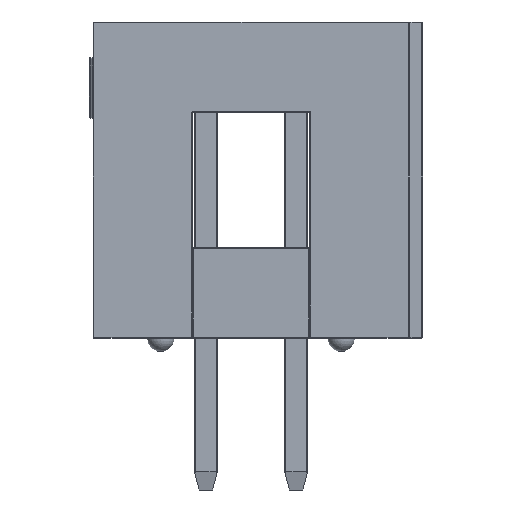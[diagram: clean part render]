
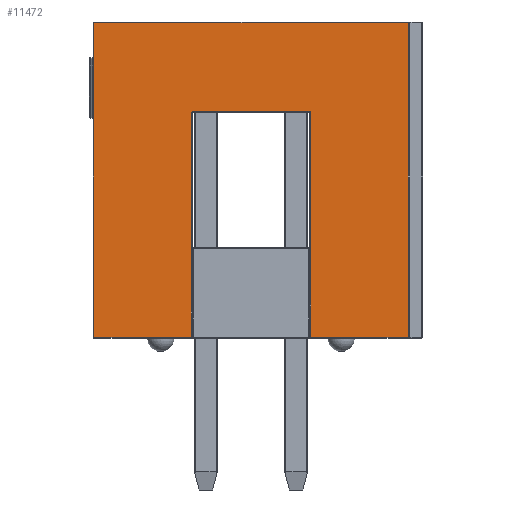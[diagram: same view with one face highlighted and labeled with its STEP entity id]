
A CAD part, left-side view. The second image highlights one B-rep face of the part: STEP entity #11472.
In plain terms, the highlighted planar face has unit normal (-1, 0, 0).
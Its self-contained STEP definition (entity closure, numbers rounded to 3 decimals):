
#830=CIRCLE('',#12269,0.051);
#972=PLANE('',#12431);
#1532=FACE_OUTER_BOUND('',#2225,.T.);
#2225=EDGE_LOOP('',(#9124,#9125,#9126,#9127,#9128,#9129,#9130,#9131,#9132));
#2787=LINE('',#16787,#4004);
#2804=LINE('',#17013,#4021);
#2808=LINE('',#17037,#4025);
#2839=LINE('',#17189,#4056);
#2841=LINE('',#17192,#4058);
#2846=LINE('',#17200,#4063);
#2849=LINE('',#17204,#4066);
#2901=LINE('',#17282,#4118);
#4004=VECTOR('',#13470,10.);
#4021=VECTOR('',#13619,10.);
#4025=VECTOR('',#13647,10.);
#4056=VECTOR('',#13828,10.);
#4058=VECTOR('',#13832,10.);
#4063=VECTOR('',#13843,10.);
#4066=VECTOR('',#13848,10.);
#4118=VECTOR('',#13952,10.);
#5305=VERTEX_POINT('',#16427);
#5342=VERTEX_POINT('',#16644);
#5361=VERTEX_POINT('',#16786);
#5406=VERTEX_POINT('',#17006);
#5415=VERTEX_POINT('',#17031);
#5416=VERTEX_POINT('',#17033);
#5441=VERTEX_POINT('',#17105);
#5442=VERTEX_POINT('',#17109);
#5455=VERTEX_POINT('',#17153);
#6474=EDGE_CURVE('',#5305,#5361,#2787,.T.);
#6539=EDGE_CURVE('',#5406,#5342,#2804,.T.);
#6549=EDGE_CURVE('',#5415,#5416,#830,.T.);
#6551=EDGE_CURVE('',#5361,#5415,#2808,.T.);
#6628=EDGE_CURVE('',#5442,#5455,#2839,.T.);
#6630=EDGE_CURVE('',#5455,#5441,#2841,.T.);
#6635=EDGE_CURVE('',#5416,#5442,#2846,.T.);
#6638=EDGE_CURVE('',#5441,#5406,#2849,.T.);
#6690=EDGE_CURVE('',#5342,#5305,#2901,.T.);
#9124=ORIENTED_EDGE('',*,*,#6628,.F.);
#9125=ORIENTED_EDGE('',*,*,#6635,.F.);
#9126=ORIENTED_EDGE('',*,*,#6549,.F.);
#9127=ORIENTED_EDGE('',*,*,#6551,.F.);
#9128=ORIENTED_EDGE('',*,*,#6474,.F.);
#9129=ORIENTED_EDGE('',*,*,#6690,.F.);
#9130=ORIENTED_EDGE('',*,*,#6539,.F.);
#9131=ORIENTED_EDGE('',*,*,#6638,.F.);
#9132=ORIENTED_EDGE('',*,*,#6630,.F.);
#11472=ADVANCED_FACE('',(#1532),#972,.T.);
#12269=AXIS2_PLACEMENT_3D('',#17034,#13641,#13642);
#12431=AXIS2_PLACEMENT_3D('',#17872,#14353,#14354);
#13470=DIRECTION('',(0.,0.,1.));
#13619=DIRECTION('',(0.,0.,-1.));
#13641=DIRECTION('center_axis',(-1.,0.,0.));
#13642=DIRECTION('ref_axis',(0.,0.707,0.707));
#13647=DIRECTION('',(0.,1.,0.));
#13828=DIRECTION('',(0.,1.,0.));
#13832=DIRECTION('',(0.,0.,1.));
#13843=DIRECTION('',(0.,0.,-1.));
#13848=DIRECTION('',(0.,-1.,0.));
#13952=DIRECTION('',(0.,1.,0.));
#14353=DIRECTION('center_axis',(-1.,0.,0.));
#14354=DIRECTION('ref_axis',(0.,-1.,0.));
#16427=CARTESIAN_POINT('',(-40.005,-1.676,0.025));
#16644=CARTESIAN_POINT('',(-40.005,-4.42,0.025));
#16786=CARTESIAN_POINT('',(-40.005,-1.676,6.375));
#16787=CARTESIAN_POINT('',(-40.005,-1.676,3.175));
#17006=CARTESIAN_POINT('',(-40.005,-4.42,8.865));
#17013=CARTESIAN_POINT('',(-40.005,-4.42,0.));
#17031=CARTESIAN_POINT('',(-40.005,1.626,6.375));
#17033=CARTESIAN_POINT('',(-40.005,1.676,6.325));
#17034=CARTESIAN_POINT('Origin',(-40.005,1.626,6.325));
#17037=CARTESIAN_POINT('',(-40.005,3.048,6.375));
#17105=CARTESIAN_POINT('',(-40.005,4.42,8.865));
#17109=CARTESIAN_POINT('',(-40.005,1.676,0.025));
#17153=CARTESIAN_POINT('',(-40.005,4.42,0.025));
#17189=CARTESIAN_POINT('',(-40.005,2.223,0.025));
#17192=CARTESIAN_POINT('',(-40.005,4.42,0.));
#17200=CARTESIAN_POINT('',(-40.005,1.676,0.));
#17204=CARTESIAN_POINT('',(-40.005,2.223,8.865));
#17282=CARTESIAN_POINT('',(-40.005,2.223,0.025));
#17872=CARTESIAN_POINT('Origin',(-40.005,4.445,0.));
